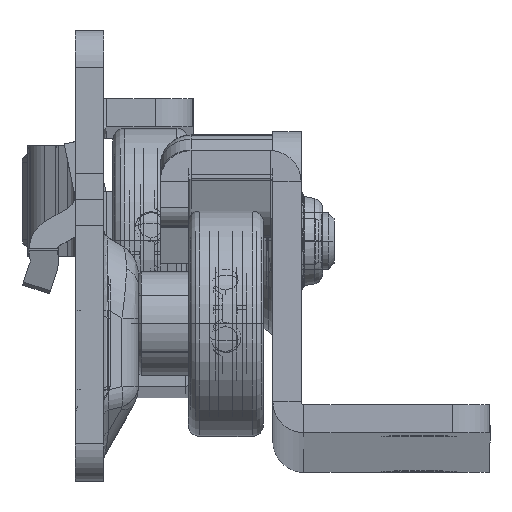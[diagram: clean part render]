
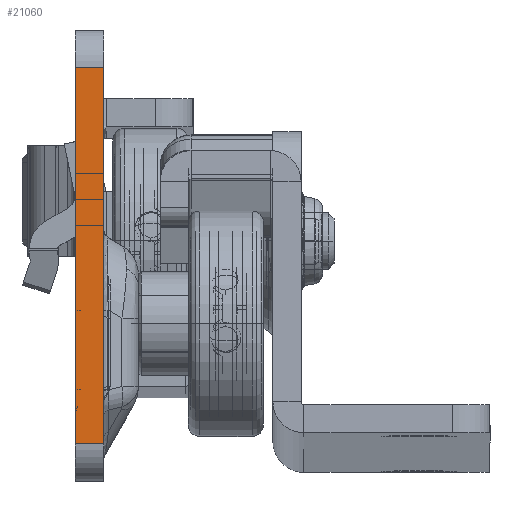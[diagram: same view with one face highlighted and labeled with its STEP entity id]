
A CAD part, top view. The second image highlights one B-rep face of the part: STEP entity #21060.
In plain terms, the highlighted planar face has unit normal (0, 0, 1).
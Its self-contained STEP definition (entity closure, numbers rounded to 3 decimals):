
#138 = LINE ( 'NONE', #8810, #12347 ) ;
#231 = DIRECTION ( 'NONE',  ( 0., 0., 1. ) ) ;
#639 = CARTESIAN_POINT ( 'NONE',  ( -3., -21.7, 0. ) ) ;
#3015 = ORIENTED_EDGE ( 'NONE', *, *, #28041, .F. ) ;
#3530 = DIRECTION ( 'NONE',  ( 1., 0., 0. ) ) ;
#4376 = FACE_OUTER_BOUND ( 'NONE', #27054, .T. ) ;
#5592 = VERTEX_POINT ( 'NONE', #17822 ) ;
#5660 = VECTOR ( 'NONE', #14049, 1000. ) ;
#5751 = CARTESIAN_POINT ( 'NONE',  ( -3., 18.3, 0. ) ) ;
#6550 = EDGE_CURVE ( 'NONE', #26314, #27194, #138, .T. ) ;
#6562 = LINE ( 'NONE', #13066, #10330 ) ;
#8082 = CARTESIAN_POINT ( 'NONE',  ( 0., -21.7, 0. ) ) ;
#8810 = CARTESIAN_POINT ( 'NONE',  ( -3., -29.094, 0. ) ) ;
#10330 = VECTOR ( 'NONE', #21723, 1000. ) ;
#12171 = CARTESIAN_POINT ( 'NONE',  ( -122.719, -21.7, 0. ) ) ;
#12347 = VECTOR ( 'NONE', #17477, 1000. ) ;
#12869 = VERTEX_POINT ( 'NONE', #8082 ) ;
#13023 = PLANE ( 'NONE',  #22000 ) ;
#13066 = CARTESIAN_POINT ( 'NONE',  ( 0., -29.094, 0. ) ) ;
#14049 = DIRECTION ( 'NONE',  ( 1., 0., 0. ) ) ;
#14674 = VECTOR ( 'NONE', #3530, 1000. ) ;
#16300 = ORIENTED_EDGE ( 'NONE', *, *, #26860, .F. ) ;
#17009 = ORIENTED_EDGE ( 'NONE', *, *, #17938, .T. ) ;
#17477 = DIRECTION ( 'NONE',  ( 0., -1., 0. ) ) ;
#17571 = DIRECTION ( 'NONE',  ( 1., 0., 0. ) ) ;
#17822 = CARTESIAN_POINT ( 'NONE',  ( 0., 18.3, 0. ) ) ;
#17938 = EDGE_CURVE ( 'NONE', #27194, #12869, #22947, .T. ) ;
#18172 = LINE ( 'NONE', #20165, #5660 ) ;
#20165 = CARTESIAN_POINT ( 'NONE',  ( -3., 18.3, 0. ) ) ;
#21060 = ADVANCED_FACE ( 'NONE', ( #4376 ), #13023, .T. ) ;
#21723 = DIRECTION ( 'NONE',  ( 0., -1., 0. ) ) ;
#22000 = AXIS2_PLACEMENT_3D ( 'NONE', #26337, #231, #17571 ) ;
#22947 = LINE ( 'NONE', #12171, #14674 ) ;
#23023 = ORIENTED_EDGE ( 'NONE', *, *, #6550, .T. ) ;
#26314 = VERTEX_POINT ( 'NONE', #5751 ) ;
#26337 = CARTESIAN_POINT ( 'NONE',  ( -3., -29.094, 0. ) ) ;
#26860 = EDGE_CURVE ( 'NONE', #5592, #12869, #6562, .T. ) ;
#27054 = EDGE_LOOP ( 'NONE', ( #16300, #3015, #23023, #17009 ) ) ;
#27194 = VERTEX_POINT ( 'NONE', #639 ) ;
#28041 = EDGE_CURVE ( 'NONE', #26314, #5592, #18172, .T. ) ;
